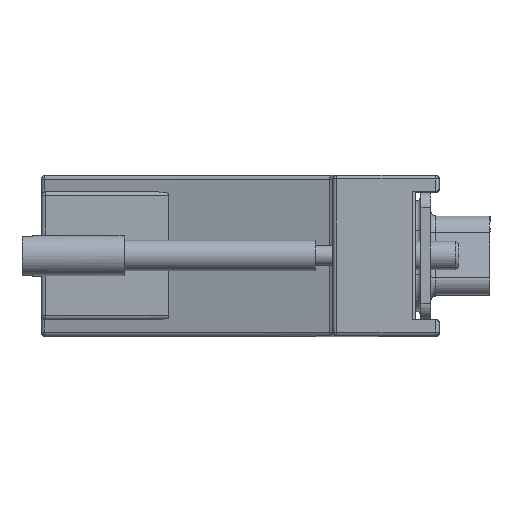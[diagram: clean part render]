
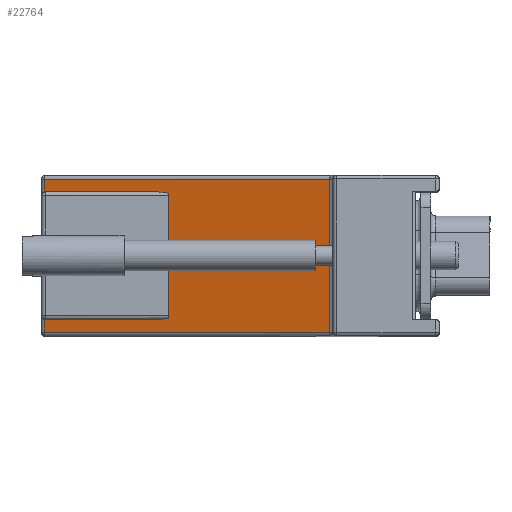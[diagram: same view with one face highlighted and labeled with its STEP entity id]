
A CAD part, top view. The second image highlights one B-rep face of the part: STEP entity #22764.
In plain terms, the highlighted planar face has unit normal (-0.255, 0, 0.967).
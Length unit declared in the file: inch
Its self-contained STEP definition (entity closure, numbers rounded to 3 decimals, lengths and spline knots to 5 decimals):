
#786 = DIRECTION ( 'NONE',  ( 0., 1., 0. ) ) ;
#794 = CARTESIAN_POINT ( 'NONE',  ( -0.851, 0.315, 0.67079 ) ) ;
#795 = CARTESIAN_POINT ( 'NONE',  ( -0.851, -0.24428, 0.67079 ) ) ;
#796 = VECTOR ( 'NONE', #786, 39.37008 ) ;
#802 = LINE ( 'NONE', #794, #796 ) ;
#827 =( BOUNDED_CURVE ( )  B_SPLINE_CURVE ( 3, ( #853, #852, #851, #850 ),
 .UNSPECIFIED., .F., .T. ) 
 B_SPLINE_CURVE_WITH_KNOTS ( ( 4, 4 ),
 ( 3.80847, 4.71239 ),
 .UNSPECIFIED. ) 
 CURVE ( )  GEOMETRIC_REPRESENTATION_ITEM ( )  RATIONAL_B_SPLINE_CURVE ( ( 1., 0.933, 0.933, 1. ) ) 
 REPRESENTATION_ITEM ( '' )  );
#850 = CARTESIAN_POINT ( 'NONE',  ( -0.89572, -0.25, 0.659 ) ) ;
#851 = CARTESIAN_POINT ( 'NONE',  ( -0.87796, -0.25, 0.66368 ) ) ;
#852 = CARTESIAN_POINT ( 'NONE',  ( -0.86198, -0.24796, 0.66789 ) ) ;
#853 = CARTESIAN_POINT ( 'NONE',  ( -0.851, -0.24428, 0.67079 ) ) ;
#13519 = DIRECTION ( 'NONE',  ( -0.967, 0., -0.255 ) ) ;
#13520 = VECTOR ( 'NONE', #13519, 39.37008 ) ;
#13521 = CARTESIAN_POINT ( 'NONE',  ( -1.351, -0.25, 0.539 ) ) ;
#13527 = LINE ( 'NONE', #13521, #13520 ) ;
#13702 = VECTOR ( 'NONE', #13724, 39.37008 ) ;
#13703 = CARTESIAN_POINT ( 'NONE',  ( -1.351, -0.3, 0.539 ) ) ;
#13704 = LINE ( 'NONE', #13703, #13702 ) ;
#13715 = CARTESIAN_POINT ( 'NONE',  ( -1.336, -0.25, 0.54295 ) ) ;
#13719 = DIRECTION ( 'NONE',  ( -0.967, 0., -0.255 ) ) ;
#13720 = VECTOR ( 'NONE', #13719, 39.37008 ) ;
#13721 = CARTESIAN_POINT ( 'NONE',  ( -1.351, 0.3, 0.539 ) ) ;
#13722 = LINE ( 'NONE', #13721, #13720 ) ;
#13723 = CARTESIAN_POINT ( 'NONE',  ( -0.22018, -0.3, 0.83705 ) ) ;
#13724 = DIRECTION ( 'NONE',  ( 0.967, 0., 0.255 ) ) ;
#13729 = DIRECTION ( 'NONE',  ( 0., -1., 0. ) ) ;
#13748 = CARTESIAN_POINT ( 'NONE',  ( -0.89572, 0.25, 0.659 ) ) ;
#13749 = DIRECTION ( 'NONE',  ( 0.967, 0., 0.255 ) ) ;
#13750 = VECTOR ( 'NONE', #13749, 39.37008 ) ;
#13751 = CARTESIAN_POINT ( 'NONE',  ( -1.351, 0.25, 0.539 ) ) ;
#13752 = CARTESIAN_POINT ( 'NONE',  ( -1.33982, 0.3, 0.54195 ) ) ;
#13762 =( BOUNDED_CURVE ( )  B_SPLINE_CURVE ( 3, ( #13858, #13857, #13856, #13855 ),
 .UNSPECIFIED., .F., .T. ) 
 B_SPLINE_CURVE_WITH_KNOTS ( ( 4, 4 ),
 ( 1.5708, 2.47471 ),
 .UNSPECIFIED. ) 
 CURVE ( )  GEOMETRIC_REPRESENTATION_ITEM ( )  RATIONAL_B_SPLINE_CURVE ( ( 1., 0.933, 0.933, 1. ) ) 
 REPRESENTATION_ITEM ( '' )  );
#13763 = DIRECTION ( 'NONE',  ( 0., 1., 0. ) ) ;
#13764 = VECTOR ( 'NONE', #13763, 39.37008 ) ;
#13765 = CARTESIAN_POINT ( 'NONE',  ( -0.22018, 0.315, 0.83705 ) ) ;
#13766 = LINE ( 'NONE', #13765, #13764 ) ;
#13796 = CARTESIAN_POINT ( 'NONE',  ( -1.33982, -0.3, 0.54195 ) ) ;
#13813 = VECTOR ( 'NONE', #13729, 39.37008 ) ;
#13814 = CARTESIAN_POINT ( 'NONE',  ( -1.33982, 0.315, 0.54195 ) ) ;
#13815 = LINE ( 'NONE', #13814, #13813 ) ;
#13840 = CARTESIAN_POINT ( 'NONE',  ( -0.851, 0.24428, 0.67079 ) ) ;
#13841 = LINE ( 'NONE', #13751, #13750 ) ;
#13851 = CARTESIAN_POINT ( 'NONE',  ( -0.89572, -0.25, 0.659 ) ) ;
#13852 = CARTESIAN_POINT ( 'NONE',  ( -1.33982, 0.2495, 0.54195 ) ) ;
#13855 = CARTESIAN_POINT ( 'NONE',  ( -0.851, 0.24428, 0.67079 ) ) ;
#13856 = CARTESIAN_POINT ( 'NONE',  ( -0.86198, 0.24796, 0.66789 ) ) ;
#13857 = CARTESIAN_POINT ( 'NONE',  ( -0.87796, 0.25, 0.66368 ) ) ;
#13858 = CARTESIAN_POINT ( 'NONE',  ( -0.89572, 0.25, 0.659 ) ) ;
#14152 =( BOUNDED_CURVE ( )  B_SPLINE_CURVE ( 3, ( #14196, #14195, #14194, #14193 ),
 .UNSPECIFIED., .F., .T. ) 
 B_SPLINE_CURVE_WITH_KNOTS ( ( 4, 4 ),
 ( 4.71239, 4.9701 ),
 .UNSPECIFIED. ) 
 CURVE ( )  GEOMETRIC_REPRESENTATION_ITEM ( )  RATIONAL_B_SPLINE_CURVE ( ( 1., 0.994, 0.994, 1. ) ) 
 REPRESENTATION_ITEM ( '' )  );
#14153 = CARTESIAN_POINT ( 'NONE',  ( -1.33982, -0.2495, 0.54195 ) ) ;
#14154 = DIRECTION ( 'NONE',  ( 0., -1., 0. ) ) ;
#14155 = VECTOR ( 'NONE', #14154, 39.37008 ) ;
#14156 = CARTESIAN_POINT ( 'NONE',  ( -1.33982, 0.315, 0.54195 ) ) ;
#14157 = LINE ( 'NONE', #14156, #14155 ) ;
#14193 = CARTESIAN_POINT ( 'NONE',  ( -1.33982, -0.2495, 0.54195 ) ) ;
#14194 = CARTESIAN_POINT ( 'NONE',  ( -1.33857, -0.24983, 0.54228 ) ) ;
#14195 = CARTESIAN_POINT ( 'NONE',  ( -1.33729, -0.25, 0.54261 ) ) ;
#14196 = CARTESIAN_POINT ( 'NONE',  ( -1.336, -0.25, 0.54295 ) ) ;
#14228 = FACE_OUTER_BOUND ( 'NONE', #22531, .T. ) ;
#14263 = CARTESIAN_POINT ( 'NONE',  ( -0.22018, 0.3, 0.83705 ) ) ;
#14282 = CARTESIAN_POINT ( 'NONE',  ( -1.336, 0.25, 0.54295 ) ) ;
#14283 = CARTESIAN_POINT ( 'NONE',  ( -1.33729, 0.25, 0.54261 ) ) ;
#14284 = CARTESIAN_POINT ( 'NONE',  ( -1.33857, 0.24983, 0.54228 ) ) ;
#14285 = CARTESIAN_POINT ( 'NONE',  ( -1.33982, 0.2495, 0.54195 ) ) ;
#14286 = DIRECTION ( 'NONE',  ( -0.967, 0., -0.255 ) ) ;
#14287 = DIRECTION ( 'NONE',  ( 0.255, 0., -0.967 ) ) ;
#14288 = CARTESIAN_POINT ( 'NONE',  ( -1.351, 0.315, 0.539 ) ) ;
#14289 = AXIS2_PLACEMENT_3D ( 'NONE', #14288, #14287, #14286 ) ;
#14290 = PLANE ( 'NONE',  #14289 ) ;
#14327 =( BOUNDED_CURVE ( )  B_SPLINE_CURVE ( 3, ( #14285, #14284, #14283, #14282 ),
 .UNSPECIFIED., .F., .T. ) 
 B_SPLINE_CURVE_WITH_KNOTS ( ( 4, 4 ),
 ( 4.45468, 4.71239 ),
 .UNSPECIFIED. ) 
 CURVE ( )  GEOMETRIC_REPRESENTATION_ITEM ( )  RATIONAL_B_SPLINE_CURVE ( ( 1., 0.994, 0.994, 1. ) ) 
 REPRESENTATION_ITEM ( '' )  );
#14329 = CARTESIAN_POINT ( 'NONE',  ( -1.336, 0.25, 0.54295 ) ) ;
#22469 = ORIENTED_EDGE ( 'NONE', *, *, #22819, .T. ) ;
#22531 = EDGE_LOOP ( 'NONE', ( #22581, #22714, #22543, #22616, #22743, #22577, #22590, #22469, #22599, #22608, #22963, #22890 ) ) ;
#22543 = ORIENTED_EDGE ( 'NONE', *, *, #22566, .T. ) ;
#22545 = EDGE_CURVE ( 'NONE', #22576, #22650, #13527, .T. ) ;
#22566 = EDGE_CURVE ( 'NONE', #22712, #22618, #13815, .T. ) ;
#22573 = VERTEX_POINT ( 'NONE', #13752 ) ;
#22574 = VERTEX_POINT ( 'NONE', #13852 ) ;
#22576 = VERTEX_POINT ( 'NONE', #13851 ) ;
#22577 = ORIENTED_EDGE ( 'NONE', *, *, #22584, .T. ) ;
#22581 = ORIENTED_EDGE ( 'NONE', *, *, #22545, .T. ) ;
#22582 = EDGE_CURVE ( 'NONE', #22618, #22583, #13704, .T. ) ;
#22583 = VERTEX_POINT ( 'NONE', #13723 ) ;
#22584 = EDGE_CURVE ( 'NONE', #22744, #22573, #13722, .T. ) ;
#22590 = ORIENTED_EDGE ( 'NONE', *, *, #22711, .T. ) ;
#22599 = ORIENTED_EDGE ( 'NONE', *, *, #22605, .T. ) ;
#22605 = EDGE_CURVE ( 'NONE', #22820, #22606, #13841, .T. ) ;
#22606 = VERTEX_POINT ( 'NONE', #13748 ) ;
#22608 = ORIENTED_EDGE ( 'NONE', *, *, #22622, .T. ) ;
#22616 = ORIENTED_EDGE ( 'NONE', *, *, #22582, .T. ) ;
#22618 = VERTEX_POINT ( 'NONE', #13796 ) ;
#22621 = EDGE_CURVE ( 'NONE', #22583, #22744, #13766, .T. ) ;
#22622 = EDGE_CURVE ( 'NONE', #22606, #22624, #13762, .T. ) ;
#22624 = VERTEX_POINT ( 'NONE', #13840 ) ;
#22650 = VERTEX_POINT ( 'NONE', #13715 ) ;
#22711 = EDGE_CURVE ( 'NONE', #22573, #22574, #14157, .T. ) ;
#22712 = VERTEX_POINT ( 'NONE', #14153 ) ;
#22713 = EDGE_CURVE ( 'NONE', #22650, #22712, #14152, .T. ) ;
#22714 = ORIENTED_EDGE ( 'NONE', *, *, #22713, .T. ) ;
#22743 = ORIENTED_EDGE ( 'NONE', *, *, #22621, .T. ) ;
#22744 = VERTEX_POINT ( 'NONE', #14263 ) ;
#22764 = ADVANCED_FACE ( 'NONE', ( #14228 ), #14290, .F. ) ;
#22819 = EDGE_CURVE ( 'NONE', #22574, #22820, #14327, .T. ) ;
#22820 = VERTEX_POINT ( 'NONE', #14329 ) ;
#22890 = ORIENTED_EDGE ( 'NONE', *, *, #22941, .T. ) ;
#22901 = EDGE_CURVE ( 'NONE', #22903, #22624, #802, .T. ) ;
#22903 = VERTEX_POINT ( 'NONE', #795 ) ;
#22941 = EDGE_CURVE ( 'NONE', #22903, #22576, #827, .T. ) ;
#22963 = ORIENTED_EDGE ( 'NONE', *, *, #22901, .F. ) ;
